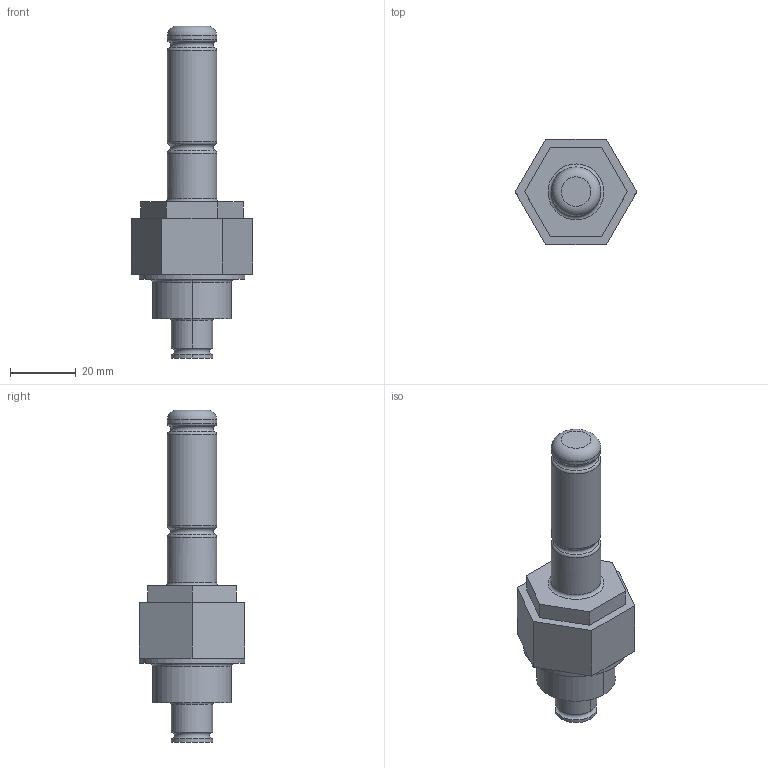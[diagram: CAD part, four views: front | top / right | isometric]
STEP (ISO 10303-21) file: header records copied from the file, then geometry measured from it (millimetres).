
FILE_DESCRIPTION(('TFLEX Exchange Step'),'2;1');
FILE_NAME('EVM-NO.stp', '2024-07-02T16:53:35+03:00',('RUCO3378'),('Unknown organisation'),'TFLEX Exchange 2024.4','T-FLEX CAD','Unknown authorisation');
FILE_SCHEMA( ('AP203_CONFIGURATION_CONTROLLED_3D_DESIGN_OF_MECHANICAL_PARTS_AND_ASSEMBLIES_MIM_LF') );
Length unit declared in the file: millimetre
Products named in the file (1): Assembly
Bounding box: 36.95 x 32 x 101 mm (x, y, z)
Volume: 35549.6 mm3; surface area: 8128 mm2
Topology: 1 solids, 1 shells, 47 faces, 118 edges, 77 vertices
Faces by surface type: plane 24, torus 13, cylinder 10
Full cylindrical faces by diameter (mm): 15 x3, 32 x1
Entity records: 1462 total; most frequent: DIRECTION 280, CARTESIAN_POINT 243, ORIENTED_EDGE 236, EDGE_CURVE 118, AXIS2_PLACEMENT_3D 114, VERTEX_POINT 77, CIRCLE 66, VECTOR 52
